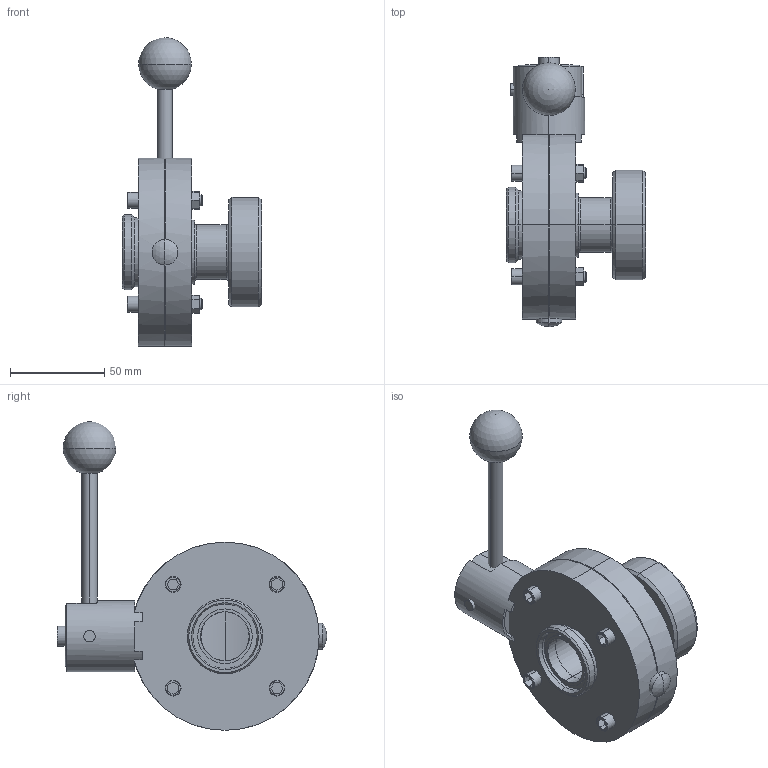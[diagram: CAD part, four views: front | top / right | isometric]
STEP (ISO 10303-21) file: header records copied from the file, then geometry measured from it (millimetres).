
FILE_DESCRIPTION (( 'STEP AP203' ), '1' );
FILE_NAME ('3D-M4304_DN25_174451610.STEP', '2024-09-19T07:35:49', ( '' ), ( '' ), 'SwSTEP 2.0', 'SolidWorks 2024', '' );
FILE_SCHEMA (( 'CONFIG_CONTROL_DESIGN' ));
Length unit declared in the file: millimetre
Products named in the file (1): 3D-M4304_DN25_174451610
Bounding box: 74 x 143.14 x 164 mm (x, y, z)
Volume: 296675 mm3; surface area: 68938.1 mm2
Topology: 7 solids, 7 shells, 236 faces, 540 edges, 340 vertices
Faces by surface type: plane 105, cylinder 75, cone 34, torus 14, sphere 8
Entity records: 7154 total; most frequent: CARTESIAN_POINT 1609, DIRECTION 1207, ORIENTED_EDGE 1072, EDGE_CURVE 536, AXIS2_PLACEMENT_3D 460, VERTEX_POINT 338, LINE 287, VECTOR 287
